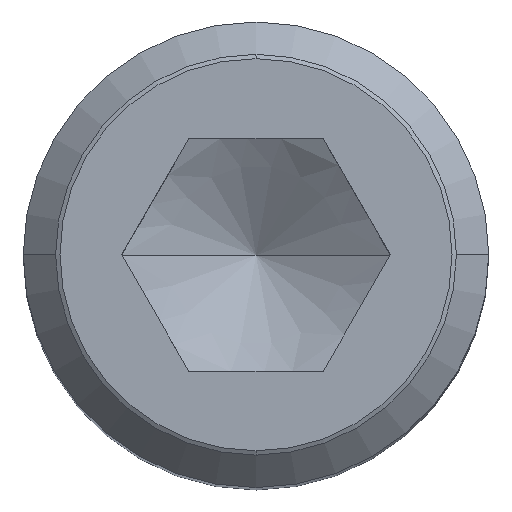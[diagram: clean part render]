
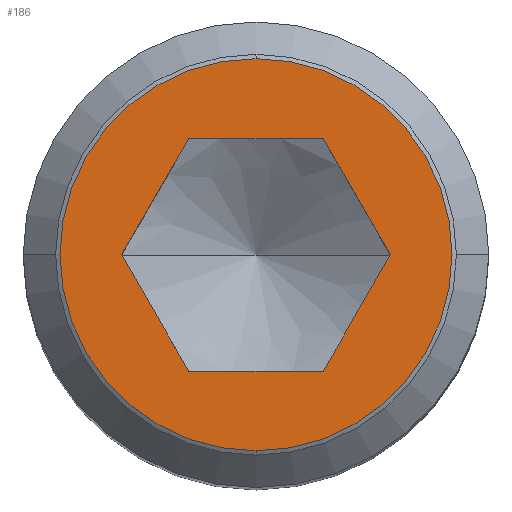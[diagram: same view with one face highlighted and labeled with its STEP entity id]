
A CAD part, top view. The second image highlights one B-rep face of the part: STEP entity #186.
In plain terms, the highlighted planar face has unit normal (0, 0, 1).
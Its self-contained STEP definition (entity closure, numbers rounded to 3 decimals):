
#152=EDGE_CURVE('',#248,#206,#369,.T.);
#158=EDGE_CURVE('',#294,#210,#376,.T.);
#178=EDGE_CURVE('',#206,#248,#396,.T.);
#186=ADVANCED_FACE('',(#406,#407),#408,.T.);
#188=EDGE_CURVE('',#210,#270,#410,.T.);
#206=VERTEX_POINT('',#432);
#210=VERTEX_POINT('',#436);
#234=EDGE_CURVE('',#270,#322,#463,.T.);
#248=VERTEX_POINT('',#480);
#270=VERTEX_POINT('',#502);
#272=EDGE_CURVE('',#310,#294,#504,.T.);
#292=EDGE_CURVE('',#328,#310,#528,.T.);
#294=VERTEX_POINT('',#530);
#310=VERTEX_POINT('',#549);
#320=EDGE_CURVE('',#322,#328,#560,.T.);
#322=VERTEX_POINT('',#562);
#328=VERTEX_POINT('',#568);
#369=CIRCLE('',#617,5.053);
#376=LINE('',#625,#626);
#396=CIRCLE('',#655,5.053);
#406=FACE_BOUND('',#665,.T.);
#407=FACE_OUTER_BOUND('',#666,.T.);
#408=PLANE('',#667);
#410=LINE('',#670,#671);
#432=CARTESIAN_POINT('',(0.,5.053,0.));
#436=CARTESIAN_POINT('',(-1.732,3.0,0.));
#463=LINE('',#759,#760);
#480=CARTESIAN_POINT('',(0.,-5.053,0.));
#502=CARTESIAN_POINT('',(1.732,3.0,0.));
#504=LINE('',#832,#833);
#528=LINE('',#863,#864);
#530=CARTESIAN_POINT('',(-3.464,0.0,0.));
#549=CARTESIAN_POINT('',(-1.732,-3.0,0.));
#560=LINE('',#911,#912);
#562=CARTESIAN_POINT('',(3.464,0.0,0.));
#568=CARTESIAN_POINT('',(1.732,-3.0,0.));
#617=AXIS2_PLACEMENT_3D('',#938,#939,#940);
#625=CARTESIAN_POINT('',(-2.165,2.25,0.));
#626=VECTOR('',#950,1.0);
#655=AXIS2_PLACEMENT_3D('',#960,#961,#962);
#665=EDGE_LOOP('',(#978,#979,#980,#981,#982,#983));
#666=EDGE_LOOP('',(#984,#985));
#667=AXIS2_PLACEMENT_3D('',#986,#987,#988);
#670=CARTESIAN_POINT('',(0.866,3.0,0.));
#671=VECTOR('',#989,1.0);
#759=CARTESIAN_POINT('',(3.031,0.75,0.));
#760=VECTOR('',#1065,1.0);
#832=CARTESIAN_POINT('',(-3.031,-0.75,0.));
#833=VECTOR('',#1099,1.0);
#863=CARTESIAN_POINT('',(-0.866,-3.0,0.));
#864=VECTOR('',#1138,1.0);
#911=CARTESIAN_POINT('',(2.165,-2.25,0.));
#912=VECTOR('',#1176,1.0);
#938=CARTESIAN_POINT('',(0.,0.,0.));
#939=DIRECTION('',(0.0,0.0,1.0));
#940=DIRECTION('',(0.,1.0,0.0));
#950=DIRECTION('',(0.5,0.866,0.));
#960=CARTESIAN_POINT('',(0.,0.,0.));
#961=DIRECTION('',(0.0,0.0,1.0));
#962=DIRECTION('',(0.,1.0,0.0));
#978=ORIENTED_EDGE('',*,*,#272,.T.);
#979=ORIENTED_EDGE('',*,*,#158,.T.);
#980=ORIENTED_EDGE('',*,*,#188,.T.);
#981=ORIENTED_EDGE('',*,*,#234,.T.);
#982=ORIENTED_EDGE('',*,*,#320,.T.);
#983=ORIENTED_EDGE('',*,*,#292,.T.);
#984=ORIENTED_EDGE('',*,*,#178,.T.);
#985=ORIENTED_EDGE('',*,*,#152,.T.);
#986=CARTESIAN_POINT('',(-4.283,0.,0.));
#987=DIRECTION('',(0.0,0.0,1.0));
#988=DIRECTION('',(-1.0,0.,0.0));
#989=DIRECTION('',(1.0,0.0,0.0));
#1065=DIRECTION('',(0.5,-0.866,0.));
#1099=DIRECTION('',(-0.5,0.866,0.));
#1138=DIRECTION('',(-1.0,0.0,0.0));
#1176=DIRECTION('',(-0.5,-0.866,0.));
